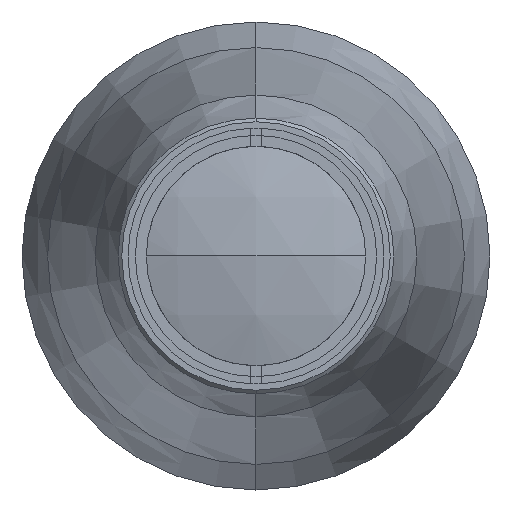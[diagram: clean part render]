
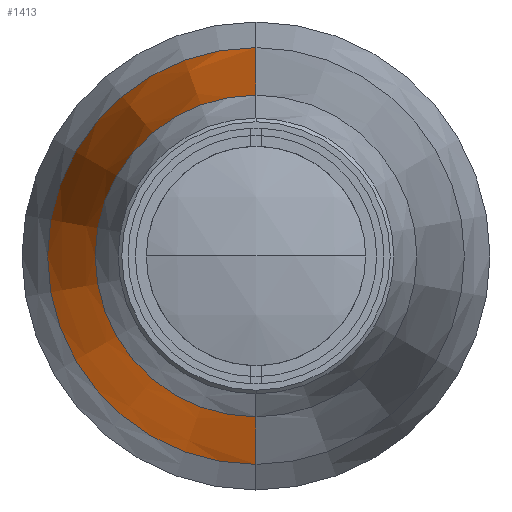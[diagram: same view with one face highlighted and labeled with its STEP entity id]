
A CAD part, left-side view. The second image highlights one B-rep face of the part: STEP entity #1413.
In plain terms, the highlighted conical face has half-angle 7 degrees and reference radius 22 mm.
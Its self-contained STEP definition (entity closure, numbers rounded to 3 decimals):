
#54 = VERTEX_POINT ( 'NONE', #219 ) ;
#74 = DIRECTION ( 'NONE',  ( 1., 0., 0. ) ) ;
#181 = CONICAL_SURFACE ( 'NONE', #849, 22., 0.122 ) ;
#219 = CARTESIAN_POINT ( 'NONE',  ( 301.02, 0., 28.498 ) ) ;
#242 = CARTESIAN_POINT ( 'NONE',  ( 248.1, 0., 0. ) ) ;
#296 = CARTESIAN_POINT ( 'NONE',  ( 248.1, 0., -22. ) ) ;
#301 = VERTEX_POINT ( 'NONE', #1414 ) ;
#314 = CARTESIAN_POINT ( 'NONE',  ( 248.1, 0., 22. ) ) ;
#321 = LINE ( 'NONE', #885, #688 ) ;
#335 = EDGE_CURVE ( 'NONE', #339, #301, #412, .T. ) ;
#339 = VERTEX_POINT ( 'NONE', #388 ) ;
#388 = CARTESIAN_POINT ( 'NONE',  ( 248.1, 0., -22. ) ) ;
#412 = LINE ( 'NONE', #296, #1424 ) ;
#420 = FACE_OUTER_BOUND ( 'NONE', #835, .T. ) ;
#517 = CIRCLE ( 'NONE', #618, 22. ) ;
#567 = CARTESIAN_POINT ( 'NONE',  ( 248.1, 0., 0. ) ) ;
#618 = AXIS2_PLACEMENT_3D ( 'NONE', #242, #683, #1372 ) ;
#683 = DIRECTION ( 'NONE',  ( 1., 0., 0. ) ) ;
#686 = ORIENTED_EDGE ( 'NONE', *, *, #954, .F. ) ;
#688 = VECTOR ( 'NONE', #1003, 1000. ) ;
#740 = CARTESIAN_POINT ( 'NONE',  ( 301.02, 0., 0. ) ) ;
#757 = DIRECTION ( 'NONE',  ( 0.993, 0., -0.122 ) ) ;
#765 = VERTEX_POINT ( 'NONE', #314 ) ;
#818 = EDGE_CURVE ( 'NONE', #339, #765, #517, .T. ) ;
#835 = EDGE_LOOP ( 'NONE', ( #1378, #1085, #686, #916 ) ) ;
#849 = AXIS2_PLACEMENT_3D ( 'NONE', #567, #74, #1015 ) ;
#885 = CARTESIAN_POINT ( 'NONE',  ( 248.1, 0., 22. ) ) ;
#916 = ORIENTED_EDGE ( 'NONE', *, *, #335, .F. ) ;
#954 = EDGE_CURVE ( 'NONE', #301, #54, #1455, .T. ) ;
#973 = DIRECTION ( 'NONE',  ( 1., 0., 0. ) ) ;
#1003 = DIRECTION ( 'NONE',  ( 0.993, 0., 0.122 ) ) ;
#1015 = DIRECTION ( 'NONE',  ( 0., 0., -1. ) ) ;
#1085 = ORIENTED_EDGE ( 'NONE', *, *, #1087, .T. ) ;
#1087 = EDGE_CURVE ( 'NONE', #765, #54, #321, .T. ) ;
#1223 = AXIS2_PLACEMENT_3D ( 'NONE', #740, #973, #1290 ) ;
#1290 = DIRECTION ( 'NONE',  ( 0., 0., -1. ) ) ;
#1372 = DIRECTION ( 'NONE',  ( 0., 0., -1. ) ) ;
#1378 = ORIENTED_EDGE ( 'NONE', *, *, #818, .T. ) ;
#1413 = ADVANCED_FACE ( 'NONE', ( #420 ), #181, .T. ) ;
#1414 = CARTESIAN_POINT ( 'NONE',  ( 301.02, 0., -28.498 ) ) ;
#1424 = VECTOR ( 'NONE', #757, 1000. ) ;
#1455 = CIRCLE ( 'NONE', #1223, 28.498 ) ;
